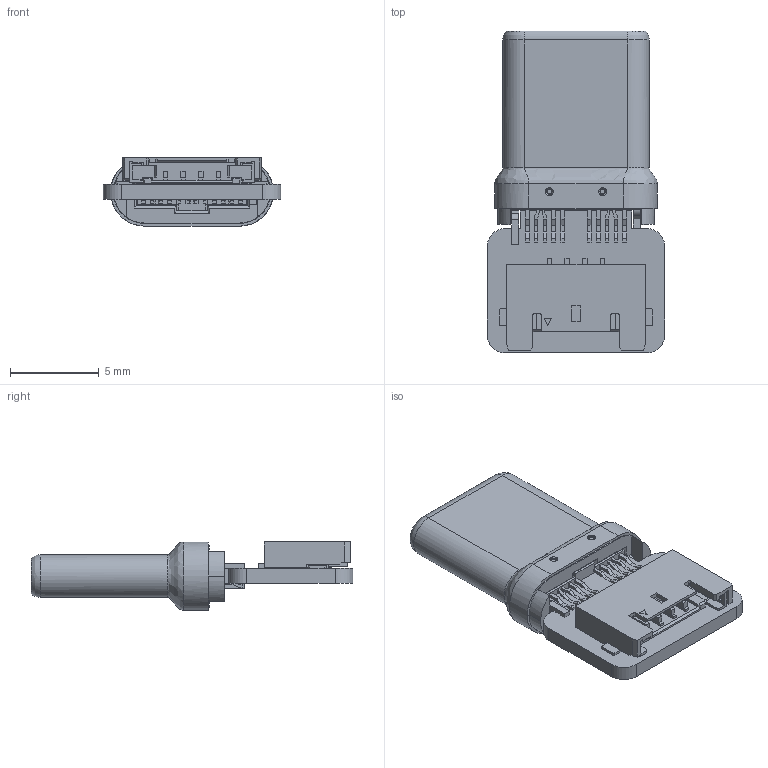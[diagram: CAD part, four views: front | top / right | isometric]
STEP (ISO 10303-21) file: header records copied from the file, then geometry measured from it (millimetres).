
FILE_DESCRIPTION(('Open CASCADE Model'),'2;1');
FILE_NAME('Open CASCADE Shape Model','2021-07-02T15:22:06',('Author'),( 'Open CASCADE'),'Open CASCADE STEP processor 6.8','Open CASCADE 6.8' ,'Unknown');
FILE_SCHEMA(('AUTOMOTIVE_DESIGN { 1 0 10303 214 1 1 1 1 }'));
Length unit declared in the file: millimetre
Products named in the file (6): PCB; Board; J1; Molex_105444-0001; J2; Molex_503763-0491
Assembly tree (5 placements, depth 3):
  PCB
    Board
    J1
      Molex_105444-0001
    J2
      Molex_503763-0491
Bounding box: 10 x 18.14 x 3.85 mm (x, y, z)
Volume: 281.2 mm3; surface area: 762.4 mm2
Topology: 3 solids, 3 shells, 885 faces, 2405 edges, 1581 vertices
Faces by surface type: plane 764, cylinder 88, torus 16, bspline 10, cone 7
Entity records: 30633 total; most frequent: CARTESIAN_POINT 6081, ORIENTED_EDGE 4810, DIRECTION 4368, EDGE_CURVE 2405, LINE 2158, VECTOR 2158, VERTEX_POINT 1581, AXIS2_PLACEMENT_3D 1105
